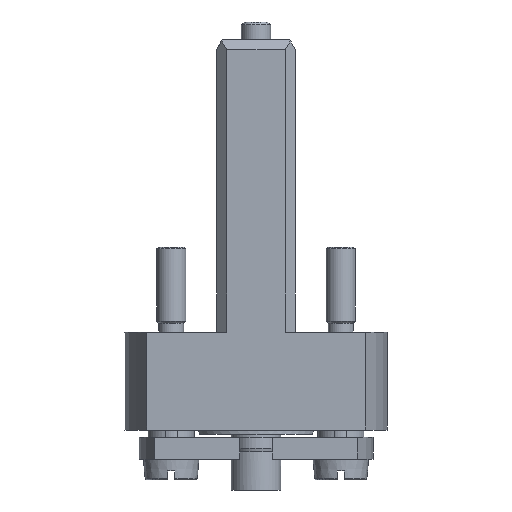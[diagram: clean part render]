
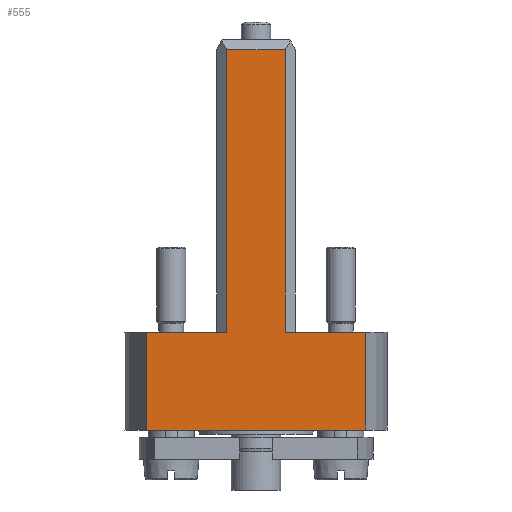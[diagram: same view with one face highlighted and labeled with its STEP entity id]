
A CAD part, front view. The second image highlights one B-rep face of the part: STEP entity #555.
In plain terms, the highlighted planar face has unit normal (0, -1, 0).
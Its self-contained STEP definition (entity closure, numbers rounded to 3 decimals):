
#272 = CARTESIAN_POINT ( 'NONE',  ( -7.483, -5., 2. ) ) ;
#469 = VERTEX_POINT ( 'NONE', #4291 ) ;
#493 = EDGE_CURVE ( 'NONE', #469, #8542, #5155, .T. ) ;
#555 = ADVANCED_FACE ( 'NONE', ( #8059 ), #7267, .T. ) ;
#597 = VECTOR ( 'NONE', #10848, 1000. ) ;
#906 = EDGE_CURVE ( 'NONE', #2736, #4485, #7142, .T. ) ;
#1337 = EDGE_LOOP ( 'NONE', ( #7128, #5828, #5218, #10343, #5925, #4186, #2534, #5740 ) ) ;
#2084 = DIRECTION ( 'NONE',  ( 0., 0., 1. ) ) ;
#2448 = DIRECTION ( 'NONE',  ( 0., 0., 1. ) ) ;
#2534 = ORIENTED_EDGE ( 'NONE', *, *, #7545, .T. ) ;
#2602 = EDGE_CURVE ( 'NONE', #5749, #2736, #6987, .T. ) ;
#2736 = VERTEX_POINT ( 'NONE', #6796 ) ;
#2837 = DIRECTION ( 'NONE',  ( 0., 0., -1. ) ) ;
#3118 = VECTOR ( 'NONE', #4269, 1000. ) ;
#3518 = DIRECTION ( 'NONE',  ( -1., 0., 0. ) ) ;
#3641 = DIRECTION ( 'NONE',  ( 0., 0., -1. ) ) ;
#3681 = CARTESIAN_POINT ( 'NONE',  ( -2., -5., 1.7 ) ) ;
#3832 = VERTEX_POINT ( 'NONE', #8067 ) ;
#3926 = CARTESIAN_POINT ( 'NONE',  ( 2., -5., 28.007 ) ) ;
#4136 = CARTESIAN_POINT ( 'NONE',  ( 2., -5., 8.7 ) ) ;
#4186 = ORIENTED_EDGE ( 'NONE', *, *, #4815, .T. ) ;
#4213 = CARTESIAN_POINT ( 'NONE',  ( 2., -5., 1.7 ) ) ;
#4269 = DIRECTION ( 'NONE',  ( 1., 0., 0. ) ) ;
#4291 = CARTESIAN_POINT ( 'NONE',  ( 7.483, -5., 8.7 ) ) ;
#4384 = DIRECTION ( 'NONE',  ( -1., 0., 0. ) ) ;
#4485 = VERTEX_POINT ( 'NONE', #7066 ) ;
#4815 = EDGE_CURVE ( 'NONE', #5471, #8099, #10555, .T. ) ;
#4938 = EDGE_CURVE ( 'NONE', #4485, #5471, #8863, .T. ) ;
#5011 = AXIS2_PLACEMENT_3D ( 'NONE', #5988, #6771, #8636 ) ;
#5135 = CARTESIAN_POINT ( 'NONE',  ( 20.105, -5., 2. ) ) ;
#5155 = LINE ( 'NONE', #7013, #9362 ) ;
#5218 = ORIENTED_EDGE ( 'NONE', *, *, #2602, .T. ) ;
#5410 = CARTESIAN_POINT ( 'NONE',  ( -7.5, -5., 8.7 ) ) ;
#5471 = VERTEX_POINT ( 'NONE', #6826 ) ;
#5740 = ORIENTED_EDGE ( 'NONE', *, *, #10528, .T. ) ;
#5749 = VERTEX_POINT ( 'NONE', #3926 ) ;
#5796 = VECTOR ( 'NONE', #2084, 1000. ) ;
#5828 = ORIENTED_EDGE ( 'NONE', *, *, #7342, .T. ) ;
#5839 = VECTOR ( 'NONE', #3641, 1000. ) ;
#5925 = ORIENTED_EDGE ( 'NONE', *, *, #4938, .T. ) ;
#5988 = CARTESIAN_POINT ( 'NONE',  ( 20.105, -5., 1.7 ) ) ;
#6771 = DIRECTION ( 'NONE',  ( 0., -1., 0. ) ) ;
#6796 = CARTESIAN_POINT ( 'NONE',  ( -2., -5., 28.007 ) ) ;
#6826 = CARTESIAN_POINT ( 'NONE',  ( -7.483, -5., 8.7 ) ) ;
#6886 = VECTOR ( 'NONE', #4384, 1000. ) ;
#6987 = LINE ( 'NONE', #10501, #6886 ) ;
#7013 = CARTESIAN_POINT ( 'NONE',  ( -7.5, -5., 8.7 ) ) ;
#7066 = CARTESIAN_POINT ( 'NONE',  ( -2., -5., 8.7 ) ) ;
#7128 = ORIENTED_EDGE ( 'NONE', *, *, #493, .T. ) ;
#7142 = LINE ( 'NONE', #3681, #8471 ) ;
#7267 = PLANE ( 'NONE',  #5011 ) ;
#7342 = EDGE_CURVE ( 'NONE', #8542, #5749, #7496, .T. ) ;
#7496 = LINE ( 'NONE', #4213, #5796 ) ;
#7545 = EDGE_CURVE ( 'NONE', #8099, #3832, #8584, .T. ) ;
#8059 = FACE_OUTER_BOUND ( 'NONE', #1337, .T. ) ;
#8067 = CARTESIAN_POINT ( 'NONE',  ( 7.483, -5., 2. ) ) ;
#8099 = VERTEX_POINT ( 'NONE', #272 ) ;
#8406 = VECTOR ( 'NONE', #2448, 1000. ) ;
#8471 = VECTOR ( 'NONE', #2837, 1000. ) ;
#8542 = VERTEX_POINT ( 'NONE', #4136 ) ;
#8584 = LINE ( 'NONE', #5135, #3118 ) ;
#8636 = DIRECTION ( 'NONE',  ( 0., 0., 1. ) ) ;
#8863 = LINE ( 'NONE', #5410, #597 ) ;
#9209 = CARTESIAN_POINT ( 'NONE',  ( 7.483, -5., 1.7 ) ) ;
#9362 = VECTOR ( 'NONE', #3518, 1000. ) ;
#9687 = CARTESIAN_POINT ( 'NONE',  ( -7.483, -5., 1.7 ) ) ;
#10343 = ORIENTED_EDGE ( 'NONE', *, *, #906, .T. ) ;
#10501 = CARTESIAN_POINT ( 'NONE',  ( -2.7, -5., 28.007 ) ) ;
#10528 = EDGE_CURVE ( 'NONE', #3832, #469, #10736, .T. ) ;
#10555 = LINE ( 'NONE', #9687, #5839 ) ;
#10736 = LINE ( 'NONE', #9209, #8406 ) ;
#10848 = DIRECTION ( 'NONE',  ( -1., 0., 0. ) ) ;
